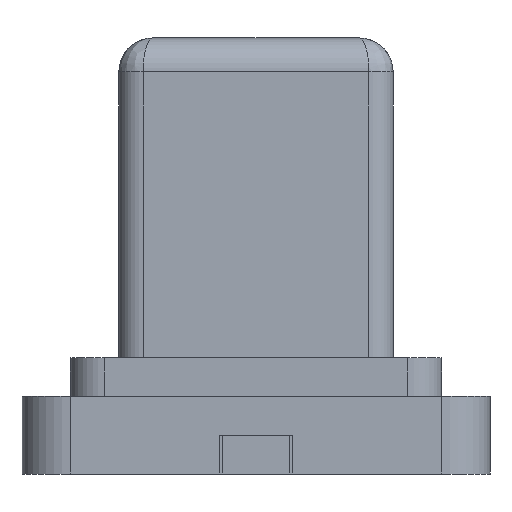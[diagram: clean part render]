
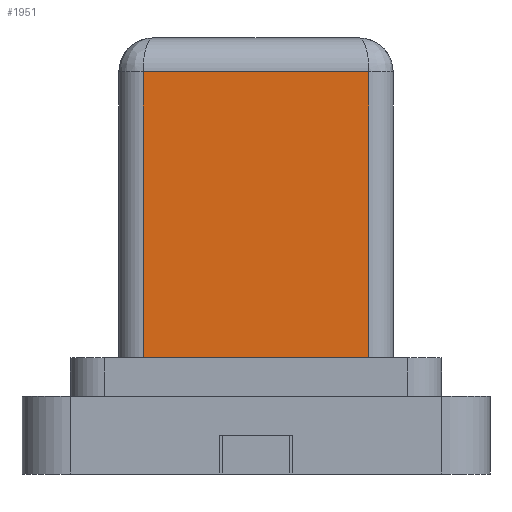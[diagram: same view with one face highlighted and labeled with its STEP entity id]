
A CAD part, left-side view. The second image highlights one B-rep face of the part: STEP entity #1951.
In plain terms, the highlighted planar face has unit normal (-1, 0, 0).
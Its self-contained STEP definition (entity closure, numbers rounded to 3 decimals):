
#41 = PLANE ( 'NONE',  #1786 ) ;
#120 = LINE ( 'NONE', #1116, #440 ) ;
#130 = VECTOR ( 'NONE', #523, 1000. ) ;
#251 = EDGE_LOOP ( 'NONE', ( #2222, #2317, #1076, #1678 ) ) ;
#275 = EDGE_CURVE ( 'NONE', #1661, #457, #2731, .T. ) ;
#440 = VECTOR ( 'NONE', #2203, 1000. ) ;
#457 = VERTEX_POINT ( 'NONE', #1188 ) ;
#510 = CARTESIAN_POINT ( 'NONE',  ( -4.65, 1.165, 4.5 ) ) ;
#523 = DIRECTION ( 'NONE',  ( 0., -1., 0. ) ) ;
#695 = DIRECTION ( 'NONE',  ( 1., 0., 0. ) ) ;
#705 = CARTESIAN_POINT ( 'NONE',  ( -4.65, 1.165, 4.15 ) ) ;
#1076 = ORIENTED_EDGE ( 'NONE', *, *, #1944, .T. ) ;
#1079 = EDGE_CURVE ( 'NONE', #2066, #1970, #1515, .T. ) ;
#1116 = CARTESIAN_POINT ( 'NONE',  ( -4.65, 1.165, 4.5 ) ) ;
#1188 = CARTESIAN_POINT ( 'NONE',  ( -4.65, -1.165, 1.2 ) ) ;
#1362 = FACE_OUTER_BOUND ( 'NONE', #251, .T. ) ;
#1370 = EDGE_CURVE ( 'NONE', #2066, #457, #1692, .T. ) ;
#1428 = VECTOR ( 'NONE', #2613, 1000. ) ;
#1491 = CARTESIAN_POINT ( 'NONE',  ( -4.65, -1.165, 4.5 ) ) ;
#1515 = LINE ( 'NONE', #2388, #1428 ) ;
#1647 = CARTESIAN_POINT ( 'NONE',  ( -4.65, -1.165, 4.15 ) ) ;
#1661 = VERTEX_POINT ( 'NONE', #1922 ) ;
#1678 = ORIENTED_EDGE ( 'NONE', *, *, #275, .T. ) ;
#1692 = LINE ( 'NONE', #1491, #2047 ) ;
#1786 = AXIS2_PLACEMENT_3D ( 'NONE', #510, #695, #2472 ) ;
#1922 = CARTESIAN_POINT ( 'NONE',  ( -4.65, 1.165, 1.2 ) ) ;
#1944 = EDGE_CURVE ( 'NONE', #1970, #1661, #120, .T. ) ;
#1951 = ADVANCED_FACE ( 'NONE', ( #1362 ), #41, .F. ) ;
#1970 = VERTEX_POINT ( 'NONE', #705 ) ;
#2047 = VECTOR ( 'NONE', #2800, 1000. ) ;
#2066 = VERTEX_POINT ( 'NONE', #1647 ) ;
#2189 = CARTESIAN_POINT ( 'NONE',  ( -4.65, 1.165, 1.2 ) ) ;
#2203 = DIRECTION ( 'NONE',  ( 0., 0., -1. ) ) ;
#2222 = ORIENTED_EDGE ( 'NONE', *, *, #1370, .F. ) ;
#2317 = ORIENTED_EDGE ( 'NONE', *, *, #1079, .T. ) ;
#2388 = CARTESIAN_POINT ( 'NONE',  ( -4.65, 1.165, 4.15 ) ) ;
#2472 = DIRECTION ( 'NONE',  ( 0., 1., 0. ) ) ;
#2613 = DIRECTION ( 'NONE',  ( 0., 1., 0. ) ) ;
#2731 = LINE ( 'NONE', #2189, #130 ) ;
#2800 = DIRECTION ( 'NONE',  ( 0., 0., -1. ) ) ;
